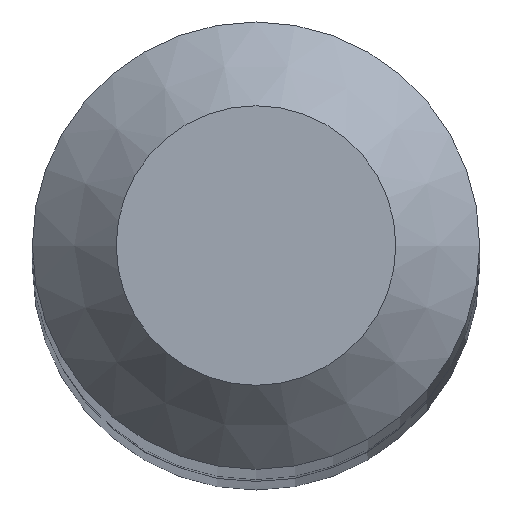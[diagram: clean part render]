
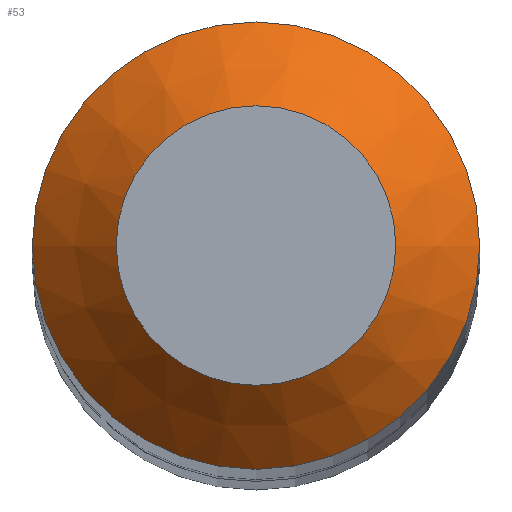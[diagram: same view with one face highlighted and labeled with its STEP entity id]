
A CAD part, top view. The second image highlights one B-rep face of the part: STEP entity #53.
In plain terms, the highlighted conical face has half-angle 45 degrees and reference radius 0.8 mm.
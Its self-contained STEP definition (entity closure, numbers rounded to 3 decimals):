
#53=ADVANCED_FACE('',(#68,#69),#61,.T.);
#61=CONICAL_SURFACE('',#178,0.8,45.);
#68=FACE_BOUND('',#81,.T.);
#69=FACE_BOUND('',#82,.T.);
#81=EDGE_LOOP('',(#95));
#82=EDGE_LOOP('',(#96));
#95=ORIENTED_EDGE('',*,*,#115,.T.);
#96=ORIENTED_EDGE('',*,*,#116,.F.);
#107=VERTEX_POINT('',#255);
#108=VERTEX_POINT('',#258);
#115=EDGE_CURVE('',#107,#107,#122,.T.);
#116=EDGE_CURVE('',#108,#108,#123,.T.);
#122=CIRCLE('',#175,0.5);
#123=CIRCLE('',#177,0.8);
#175=AXIS2_PLACEMENT_3D('',#254,#204,#205);
#177=AXIS2_PLACEMENT_3D('',#257,#208,#209);
#178=AXIS2_PLACEMENT_3D('',#259,#210,#211);
#204=DIRECTION('',(0.,0.,-1.));
#205=DIRECTION('',(-1.,0.,0.));
#208=DIRECTION('',(0.,0.,-1.));
#209=DIRECTION('',(-1.,0.,0.));
#210=DIRECTION('',(0.,0.,-1.));
#211=DIRECTION('',(-1.,0.,0.));
#254=CARTESIAN_POINT('',(0.,0.,0.));
#255=CARTESIAN_POINT('',(-0.5,0.,0.));
#257=CARTESIAN_POINT('',(0.,0.,-0.3));
#258=CARTESIAN_POINT('',(-0.8,0.,-0.3));
#259=CARTESIAN_POINT('',(0.,0.,-0.3));
